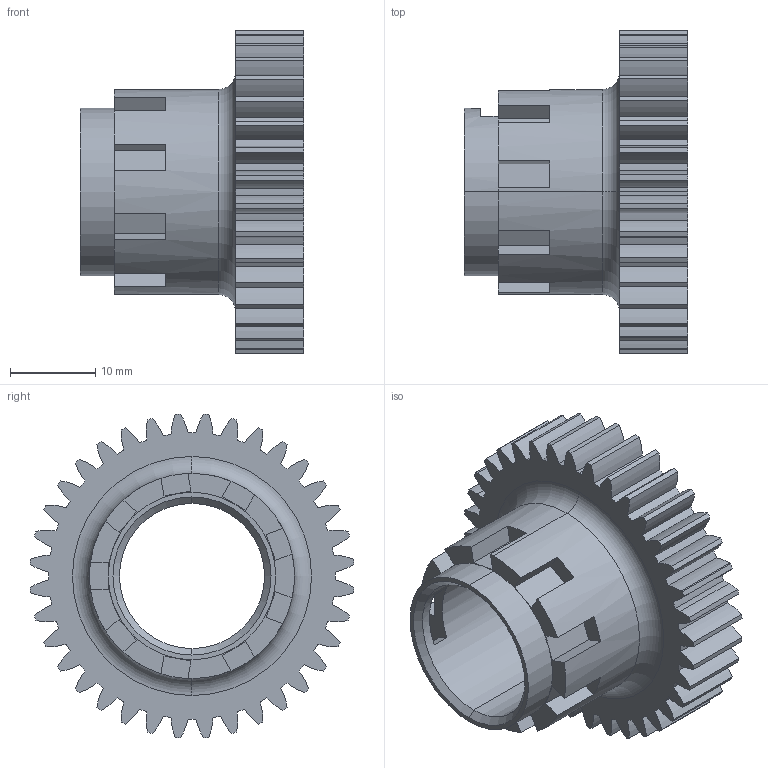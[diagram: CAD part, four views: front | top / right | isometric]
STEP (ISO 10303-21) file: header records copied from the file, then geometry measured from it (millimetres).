
FILE_DESCRIPTION (( 'STEP AP214' ), '1' );
FILE_NAME ('Spur Gear 36T.STEP', '2025-01-31T15:14:38', ( '' ), ( '' ), 'SwSTEP 2.0', 'SolidWorks 2023', '' );
FILE_SCHEMA (( 'AUTOMOTIVE_DESIGN' ));
Length unit declared in the file: millimetre
Products named in the file (1): Spur Gear 36T_Metric - Spur gear 1M 36T 20PA 10FW ---S36N75H50L20N
Bounding box: 26.2 x 37.9 x 37.9 mm (x, y, z)
Volume: 9313.9 mm3; surface area: 6186 mm2
Topology: 1 solids, 1 shells, 211 faces, 613 edges, 404 vertices
Faces by surface type: cylinder 155, plane 50, cone 4, torus 2
Entity records: 7174 total; most frequent: DIRECTION 1385, CARTESIAN_POINT 1229, ORIENTED_EDGE 1226, EDGE_CURVE 613, AXIS2_PLACEMENT_3D 560, VERTEX_POINT 404, CIRCLE 348, VECTOR 265
